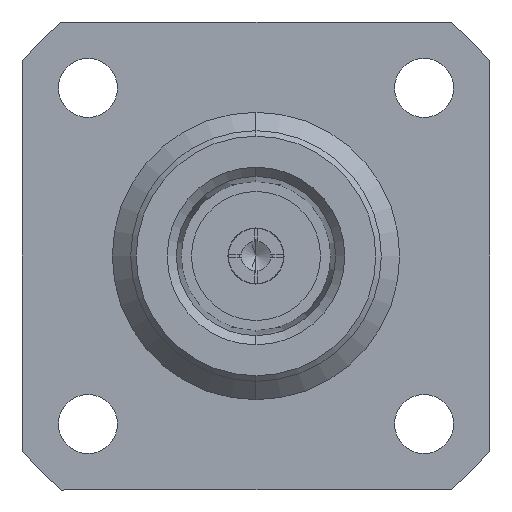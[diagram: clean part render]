
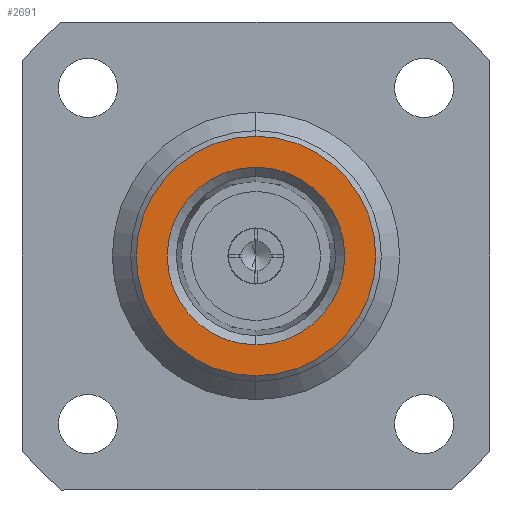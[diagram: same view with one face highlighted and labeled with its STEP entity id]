
A CAD part, left-side view. The second image highlights one B-rep face of the part: STEP entity #2691.
In plain terms, the highlighted planar face has unit normal (-1, 0, 0).
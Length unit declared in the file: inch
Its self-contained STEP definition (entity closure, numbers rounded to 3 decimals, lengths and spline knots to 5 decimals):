
#105 = CARTESIAN_POINT ( 'NONE',  ( 0., 0., 0.25591 ) ) ;
#109 = DIRECTION ( 'NONE',  ( 0., 0., 1. ) ) ;
#273 = CIRCLE ( 'NONE', #4484, 0.18976 ) ;
#434 = DIRECTION ( 'NONE',  ( 0., 0., -1. ) ) ;
#535 = CARTESIAN_POINT ( 'NONE',  ( 0., 0., 0. ) ) ;
#537 = EDGE_CURVE ( 'NONE', #1246, #4021, #273, .T. ) ;
#891 = VERTEX_POINT ( 'NONE', #7211 ) ;
#1246 = VERTEX_POINT ( 'NONE', #2680 ) ;
#1333 = EDGE_CURVE ( 'NONE', #3170, #891, #2309, .T. ) ;
#1440 = DIRECTION ( 'NONE',  ( 1., 0., 0. ) ) ;
#2251 = ORIENTED_EDGE ( 'NONE', *, *, #6307, .F. ) ;
#2309 = CIRCLE ( 'NONE', #6283, 0.25591 ) ;
#2349 = AXIS2_PLACEMENT_3D ( 'NONE', #3092, #5399, #2380 ) ;
#2380 = DIRECTION ( 'NONE',  ( 0., 0., -1. ) ) ;
#2386 = FACE_BOUND ( 'NONE', #7445, .T. ) ;
#2667 = CIRCLE ( 'NONE', #6163, 0.18976 ) ;
#2680 = CARTESIAN_POINT ( 'NONE',  ( 0., 0., -0.18976 ) ) ;
#2691 = ADVANCED_FACE ( 'NONE', ( #2386, #3165 ), #4349, .F. ) ;
#3076 = DIRECTION ( 'NONE',  ( -1., 0., 0. ) ) ;
#3092 = CARTESIAN_POINT ( 'NONE',  ( 0., 0., 0. ) ) ;
#3165 = FACE_OUTER_BOUND ( 'NONE', #3475, .T. ) ;
#3170 = VERTEX_POINT ( 'NONE', #105 ) ;
#3460 = DIRECTION ( 'NONE',  ( -1., 0., 0. ) ) ;
#3475 = EDGE_LOOP ( 'NONE', ( #5455, #7024 ) ) ;
#3702 = EDGE_CURVE ( 'NONE', #891, #3170, #5968, .T. ) ;
#4021 = VERTEX_POINT ( 'NONE', #4083 ) ;
#4083 = CARTESIAN_POINT ( 'NONE',  ( 0., 0., 0.18976 ) ) ;
#4349 = PLANE ( 'NONE',  #4504 ) ;
#4484 = AXIS2_PLACEMENT_3D ( 'NONE', #5269, #3076, #109 ) ;
#4504 = AXIS2_PLACEMENT_3D ( 'NONE', #5594, #5477, #434 ) ;
#5269 = CARTESIAN_POINT ( 'NONE',  ( 0., 0., 0. ) ) ;
#5399 = DIRECTION ( 'NONE',  ( 1., 0., 0. ) ) ;
#5447 = ORIENTED_EDGE ( 'NONE', *, *, #537, .F. ) ;
#5455 = ORIENTED_EDGE ( 'NONE', *, *, #3702, .F. ) ;
#5477 = DIRECTION ( 'NONE',  ( 1., 0., 0. ) ) ;
#5594 = CARTESIAN_POINT ( 'NONE',  ( 0., 0., 0. ) ) ;
#5968 = CIRCLE ( 'NONE', #2349, 0.25591 ) ;
#6038 = DIRECTION ( 'NONE',  ( 0., 0., -1. ) ) ;
#6163 = AXIS2_PLACEMENT_3D ( 'NONE', #535, #3460, #7415 ) ;
#6283 = AXIS2_PLACEMENT_3D ( 'NONE', #6601, #1440, #6038 ) ;
#6307 = EDGE_CURVE ( 'NONE', #4021, #1246, #2667, .T. ) ;
#6601 = CARTESIAN_POINT ( 'NONE',  ( 0., 0., 0. ) ) ;
#7024 = ORIENTED_EDGE ( 'NONE', *, *, #1333, .F. ) ;
#7211 = CARTESIAN_POINT ( 'NONE',  ( 0., 0., -0.25591 ) ) ;
#7415 = DIRECTION ( 'NONE',  ( 0., 0., 1. ) ) ;
#7445 = EDGE_LOOP ( 'NONE', ( #2251, #5447 ) ) ;
